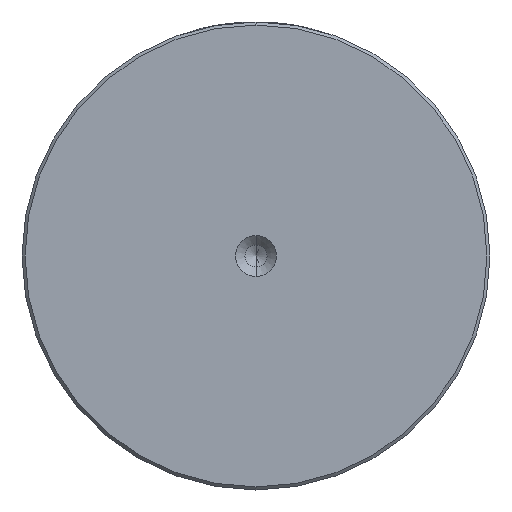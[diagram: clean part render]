
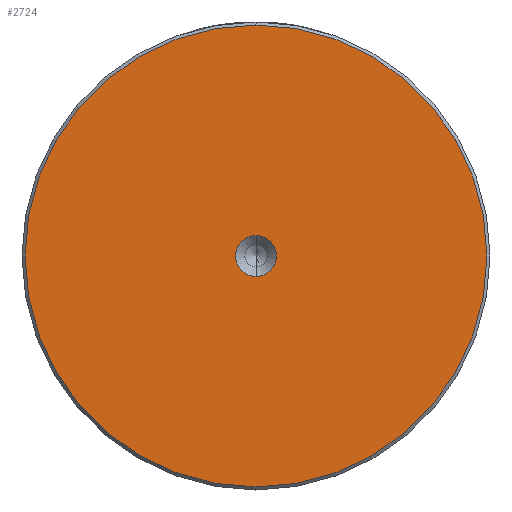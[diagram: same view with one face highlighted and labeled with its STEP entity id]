
A CAD part, left-side view. The second image highlights one B-rep face of the part: STEP entity #2724.
In plain terms, the highlighted planar face has unit normal (-1, 0, 0).
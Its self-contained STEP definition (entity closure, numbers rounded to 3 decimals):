
#12 = FACE_BOUND ( 'NONE', #1606, .T. ) ;
#34 = DIRECTION ( 'NONE',  ( 0., 0., 1. ) ) ;
#145 = CIRCLE ( 'NONE', #2933, 3.3 ) ;
#230 = EDGE_CURVE ( 'NONE', #374, #415, #1493, .T. ) ;
#297 = EDGE_CURVE ( 'NONE', #799, #3033, #145, .T. ) ;
#374 = VERTEX_POINT ( 'NONE', #786 ) ;
#415 = VERTEX_POINT ( 'NONE', #2354 ) ;
#528 = CARTESIAN_POINT ( 'NONE',  ( 0., 0., 3.3 ) ) ;
#626 = CIRCLE ( 'NONE', #1415, 37.5 ) ;
#648 = EDGE_LOOP ( 'NONE', ( #925, #2858 ) ) ;
#786 = CARTESIAN_POINT ( 'NONE',  ( 0., 0., 37.5 ) ) ;
#799 = VERTEX_POINT ( 'NONE', #1449 ) ;
#854 = DIRECTION ( 'NONE',  ( 0., 0., 1. ) ) ;
#897 = ORIENTED_EDGE ( 'NONE', *, *, #1685, .F. ) ;
#913 = CIRCLE ( 'NONE', #921, 3.3 ) ;
#921 = AXIS2_PLACEMENT_3D ( 'NONE', #2489, #1057, #2713 ) ;
#925 = ORIENTED_EDGE ( 'NONE', *, *, #3026, .T. ) ;
#967 = DIRECTION ( 'NONE',  ( 0., 0., 1. ) ) ;
#998 = AXIS2_PLACEMENT_3D ( 'NONE', #1917, #2396, #967 ) ;
#1057 = DIRECTION ( 'NONE',  ( -1., 0., 0. ) ) ;
#1094 = DIRECTION ( 'NONE',  ( -1., 0., 0. ) ) ;
#1184 = ORIENTED_EDGE ( 'NONE', *, *, #297, .F. ) ;
#1283 = FACE_OUTER_BOUND ( 'NONE', #648, .T. ) ;
#1327 = DIRECTION ( 'NONE',  ( 0., 0., 1. ) ) ;
#1348 = CARTESIAN_POINT ( 'NONE',  ( 0., 0., 0. ) ) ;
#1415 = AXIS2_PLACEMENT_3D ( 'NONE', #2891, #1463, #34 ) ;
#1449 = CARTESIAN_POINT ( 'NONE',  ( 0., 0., -3.3 ) ) ;
#1463 = DIRECTION ( 'NONE',  ( -1., 0., 0. ) ) ;
#1493 = CIRCLE ( 'NONE', #2138, 37.5 ) ;
#1606 = EDGE_LOOP ( 'NONE', ( #897, #1184 ) ) ;
#1677 = PLANE ( 'NONE',  #998 ) ;
#1685 = EDGE_CURVE ( 'NONE', #3033, #799, #913, .T. ) ;
#1917 = CARTESIAN_POINT ( 'NONE',  ( 0., 0., 0. ) ) ;
#2039 = CARTESIAN_POINT ( 'NONE',  ( 0., 0., 0. ) ) ;
#2052 = DIRECTION ( 'NONE',  ( -1., 0., 0. ) ) ;
#2138 = AXIS2_PLACEMENT_3D ( 'NONE', #2039, #2052, #1327 ) ;
#2354 = CARTESIAN_POINT ( 'NONE',  ( 0., 0., -37.5 ) ) ;
#2396 = DIRECTION ( 'NONE',  ( -1., 0., 0. ) ) ;
#2489 = CARTESIAN_POINT ( 'NONE',  ( 0., 0., 0. ) ) ;
#2713 = DIRECTION ( 'NONE',  ( 0., 0., 1. ) ) ;
#2724 = ADVANCED_FACE ( 'NONE', ( #1283, #12 ), #1677, .T. ) ;
#2858 = ORIENTED_EDGE ( 'NONE', *, *, #230, .T. ) ;
#2891 = CARTESIAN_POINT ( 'NONE',  ( 0., 0., 0. ) ) ;
#2933 = AXIS2_PLACEMENT_3D ( 'NONE', #1348, #1094, #854 ) ;
#3026 = EDGE_CURVE ( 'NONE', #415, #374, #626, .T. ) ;
#3033 = VERTEX_POINT ( 'NONE', #528 ) ;
